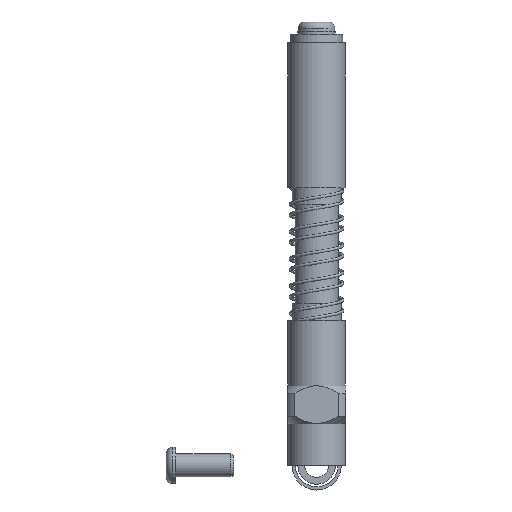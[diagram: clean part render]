
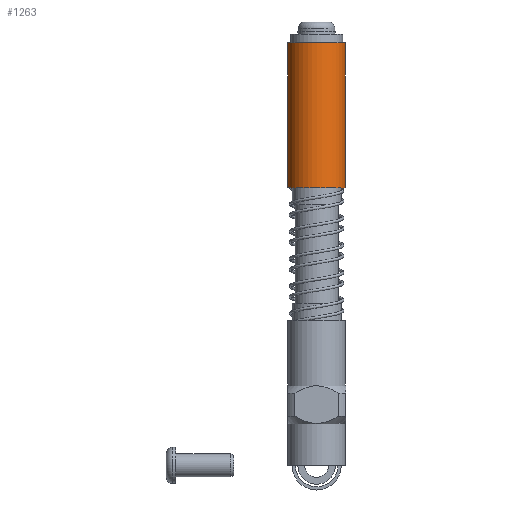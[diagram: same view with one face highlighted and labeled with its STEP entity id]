
A CAD part, front view. The second image highlights one B-rep face of the part: STEP entity #1263.
In plain terms, the highlighted cylindrical face has radius 9.95 mm (diameter 19.9 mm), a full revolution.
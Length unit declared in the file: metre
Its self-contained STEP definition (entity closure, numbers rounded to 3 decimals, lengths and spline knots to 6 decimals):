
#1263 = ADVANCED_FACE( '', ( #1340, #1341 ), #1342, .T. );
#1340 = FACE_OUTER_BOUND( '', #1514, .T. );
#1341 = FACE_OUTER_BOUND( '', #1515, .T. );
#1342 = CYLINDRICAL_SURFACE( '', #1516, 0.00995 );
#1514 = EDGE_LOOP( '', ( #1690 ) );
#1515 = EDGE_LOOP( '', ( #1691 ) );
#1516 = AXIS2_PLACEMENT_3D( '', #1692, #1693, #1694 );
#1690 = ORIENTED_EDGE( '', *, *, #2182, .F. );
#1691 = ORIENTED_EDGE( '', *, *, #2183, .F. );
#1692 = CARTESIAN_POINT( '', ( 0., 0., 0.056 ) );
#1693 = DIRECTION( '', ( 0., 0., 1. ) );
#1694 = DIRECTION( '', ( -1., 0., 0. ) );
#2182 = EDGE_CURVE( '', #2275, #2275, #2276, .T. );
#2183 = EDGE_CURVE( '', #2277, #2277, #2278, .T. );
#2275 = VERTEX_POINT( '', #2442 );
#2276 = CIRCLE( '', #2443, 0.00995 );
#2277 = VERTEX_POINT( '', #2444 );
#2278 = CIRCLE( '', #2445, 0.00995 );
#2442 = CARTESIAN_POINT( '', ( 0.00995, 0., 0. ) );
#2443 = AXIS2_PLACEMENT_3D( '', #2909, #2910, #2911 );
#2444 = CARTESIAN_POINT( '', ( 0.00995, 0., 0.05 ) );
#2445 = AXIS2_PLACEMENT_3D( '', #2912, #2913, #2914 );
#2909 = CARTESIAN_POINT( '', ( 0., 0., 0. ) );
#2910 = DIRECTION( '', ( 0., 0., -1. ) );
#2911 = DIRECTION( '', ( 1., 0., 0. ) );
#2912 = CARTESIAN_POINT( '', ( 0., 0., 0.05 ) );
#2913 = DIRECTION( '', ( 0., 0., 1. ) );
#2914 = DIRECTION( '', ( 1., 0., 0. ) );
